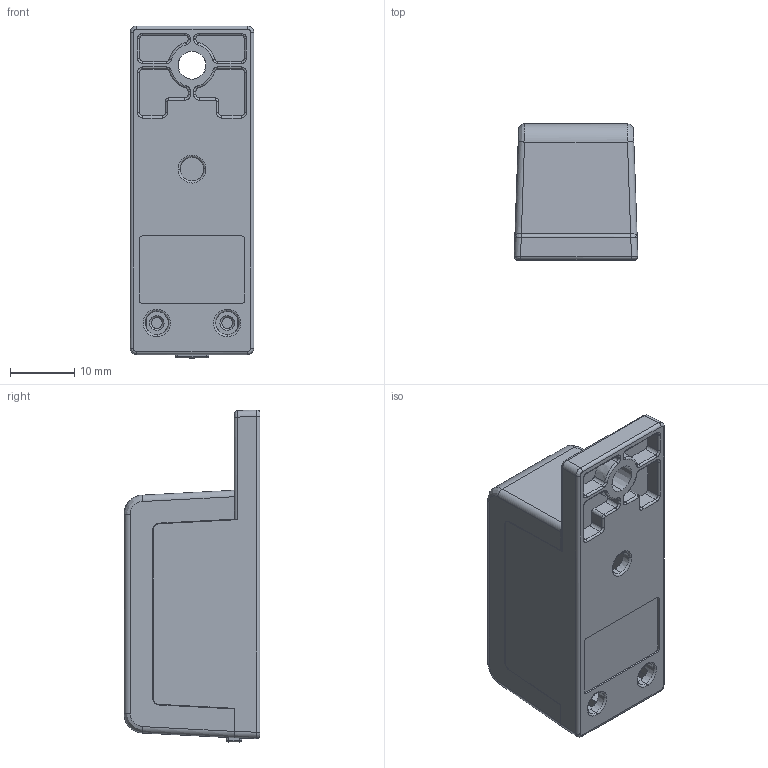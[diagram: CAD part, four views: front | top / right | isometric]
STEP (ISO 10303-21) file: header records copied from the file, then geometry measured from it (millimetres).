
FILE_DESCRIPTION (( 'STEP AP203' ), '1' );
FILE_NAME ('LINE-TRACKER.STEP', '2007-08-26T00:53:12', ( 'Innovation First, Inc.' ), ( 'Innovation First, Inc.' ), 'SwSTEP 2.0', 'SolidWorks 2006052', '' );
FILE_SCHEMA (( 'CONFIG_CONTROL_DESIGN' ));
Length unit declared in the file: inch
Products named in the file (5): LINE-TRACKER; LINE-TRACKER-SENSOR; LINE-TRACKER-WIRE-SLEEVE; LINE-TRACKER-BOT; LINE-TRACKER-TOP
Assembly tree (4 placements, depth 2):
  LINE-TRACKER
    LINE-TRACKER-BOT
    LINE-TRACKER-SENSOR
    LINE-TRACKER-TOP
    LINE-TRACKER-WIRE-SLEEVE
Bounding box: 19.29 x 21.2 x 51.77 mm (x, y, z)
Volume: 6589.4 mm3; surface area: 9010.8 mm2
Topology: 4 solids, 4 shells, 490 faces, 1283 edges, 781 vertices
Faces by surface type: plane 212, cylinder 136, bspline 96, cone 44, torus 2
Entity records: 18570 total; most frequent: CARTESIAN_POINT 6916, ORIENTED_EDGE 2510, DIRECTION 2114, EDGE_CURVE 1255, VERTEX_POINT 781, AXIS2_PLACEMENT_3D 709, VECTOR 696, LINE 696
